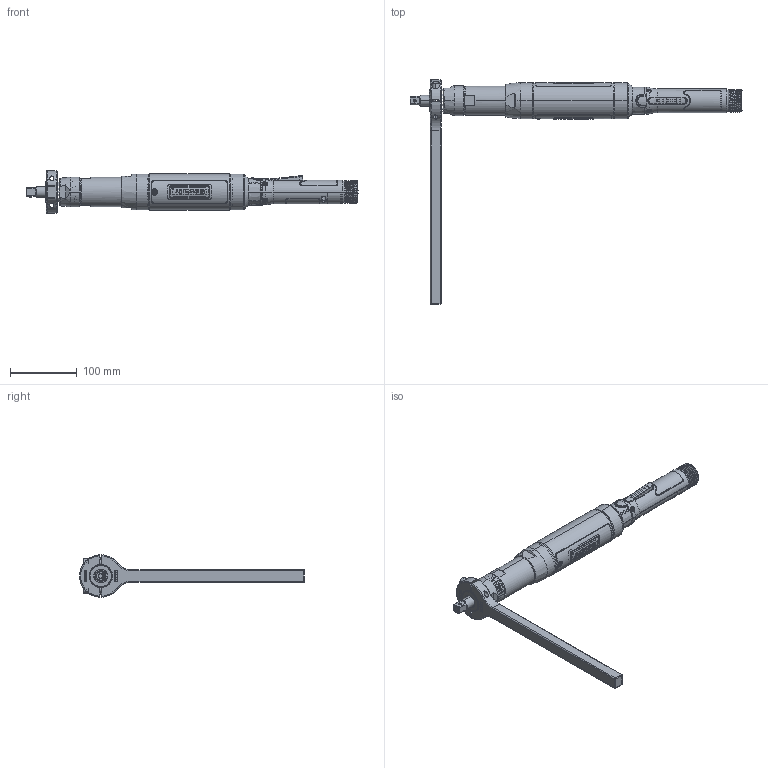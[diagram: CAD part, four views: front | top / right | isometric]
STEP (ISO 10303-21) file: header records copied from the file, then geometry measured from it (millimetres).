
FILE_DESCRIPTION((''),'2;1');
FILE_NAME('EB44LB1-80','2012-01-20T',('EJF1116'),(''),'PRO/ENGINEER BY PARAMETRIC TECHNOLOGY CORPORATION, 2010430','PRO/ENGINEER BY PARAMETRIC TECHNOLOGY CORPORATION, 2010430','');
FILE_SCHEMA(('CONFIG_CONTROL_DESIGN'));
Length unit declared in the file: inch
Products named in the file (1): EB44LB1-80
Bounding box: 496.64 x 336.55 x 63.42 mm (x, y, z)
Surface area: 165724.1 mm2 (no closed solid volume)
Topology: 0 solids, 271 shells, 813 faces, 4465 edges, 3863 vertices
Faces by surface type: cylinder 398, bspline 155, plane 120, cone 65, torus 46, extrusion 25, sphere 4
Entity records: 66363 total; most frequent: CARTESIAN_POINT 36384, ORIENTED_EDGE 5332, DIRECTION 4980, EDGE_CURVE 4463, VERTEX_POINT 3863, B_SPLINE_CURVE_WITH_KNOTS 1836, AXIS2_PLACEMENT_3D 1670, VECTOR 1640
